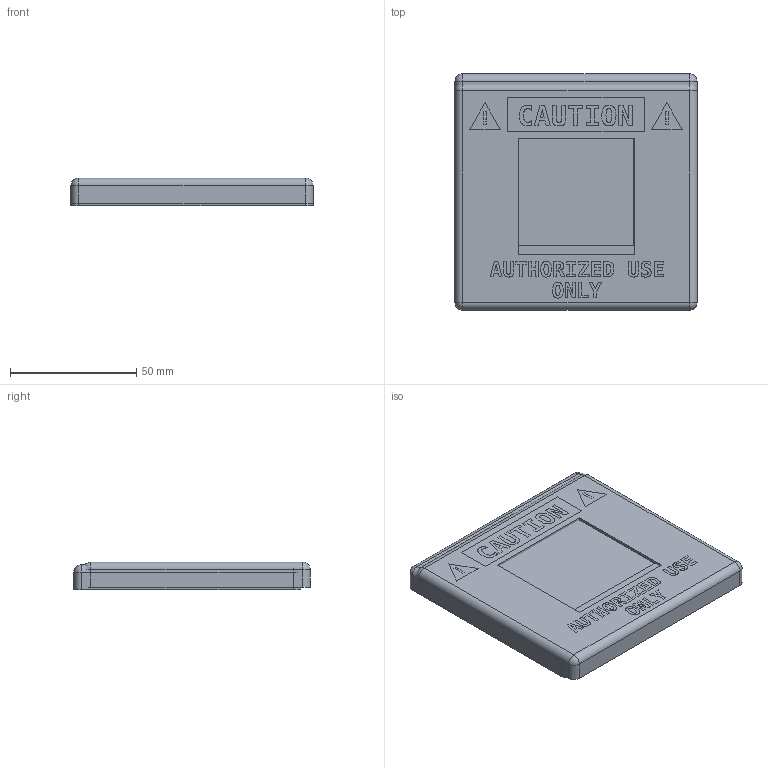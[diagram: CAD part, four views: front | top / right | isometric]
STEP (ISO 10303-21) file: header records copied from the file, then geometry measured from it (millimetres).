
FILE_DESCRIPTION(('FreeCAD Model'),'2;1');
FILE_NAME('Open CASCADE Shape Model','2026-03-01T16:08:12',('Author'),( ''),'Open CASCADE STEP processor 7.8','FreeCAD','Unknown');
FILE_SCHEMA(('AUTOMOTIVE_DESIGN { 1 0 10303 214 1 1 1 1 }'));
Length unit declared in the file: millimetre
Products named in the file (19): single_socket_cover_1; Body; CAUTION Text Outline; CAUTION Icon; CAUTION Icon 2; Extrude; Extrude001; Extrude002; Pad; Thickness; Pocket; ShapeString006; Sketch001; Pad005; Pad003; Sketch002; Pad004; ShapeString; ShapeString005
Assembly tree (18 placements, depth 2):
  single_socket_cover_1
    Body
    CAUTION Text Outline
    CAUTION Icon
    CAUTION Icon 2
    Extrude
    Extrude001
    Extrude002
    Pad
    Thickness
    Pocket
    ShapeString006
    Sketch001
    Pad005
    Pad003
    Sketch002
    Pad004
    ShapeString
    ShapeString005
Bounding box: 96.03 x 93.67 x 11 mm (x, y, z)
Surface area: 84673.3 mm2
Topology: 34 solids, 58 shells, 535 faces, 1615 edges, 1190 vertices
Faces by surface type: plane 367, extrusion 132, cylinder 24, sphere 12
Entity records: 19028 total; most frequent: CARTESIAN_POINT 4415, ORIENTED_EDGE 2884, DIRECTION 2243, EDGE_CURVE 1600, VECTOR 1303, LINE 1171, VERTEX_POINT 1160, FACE_BOUND 579
